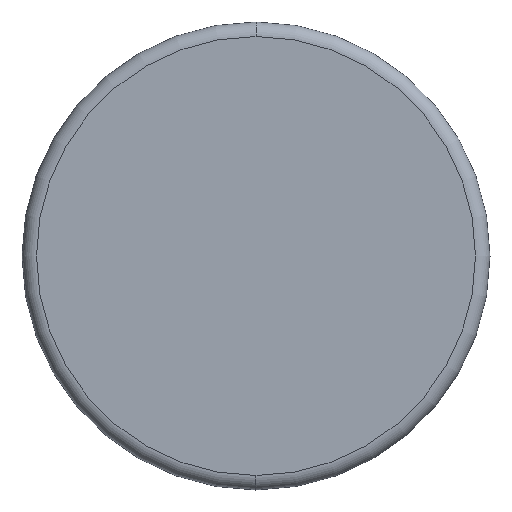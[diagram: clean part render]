
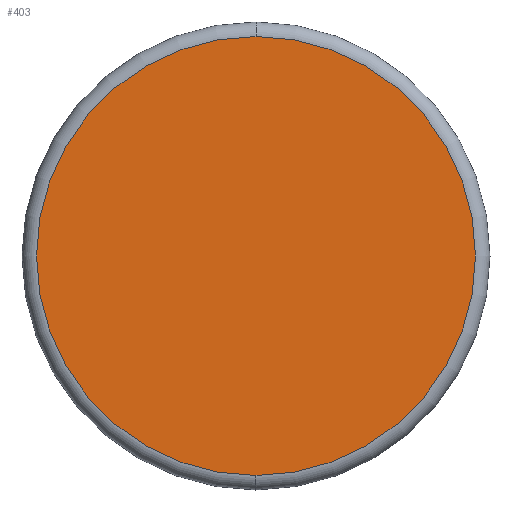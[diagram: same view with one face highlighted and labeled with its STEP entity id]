
A CAD part, left-side view. The second image highlights one B-rep face of the part: STEP entity #403.
In plain terms, the highlighted planar face has unit normal (-1, 0, 0).
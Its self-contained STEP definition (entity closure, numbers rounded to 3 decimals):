
#7 = VERTEX_POINT ( 'NONE', #274 ) ;
#16 = DIRECTION ( 'NONE',  ( 0., 0., 1. ) ) ;
#56 = PLANE ( 'NONE',  #249 ) ;
#78 = VERTEX_POINT ( 'NONE', #376 ) ;
#102 = DIRECTION ( 'NONE',  ( -1., 0., 0. ) ) ;
#106 = ORIENTED_EDGE ( 'NONE', *, *, #237, .T. ) ;
#127 = ORIENTED_EDGE ( 'NONE', *, *, #201, .T. ) ;
#128 = FACE_OUTER_BOUND ( 'NONE', #499, .T. ) ;
#135 = AXIS2_PLACEMENT_3D ( 'NONE', #336, #102, #391 ) ;
#137 = DIRECTION ( 'NONE',  ( 0., 0., -1. ) ) ;
#142 = DIRECTION ( 'NONE',  ( -1., 0., 0. ) ) ;
#164 = CIRCLE ( 'NONE', #397, 22.65 ) ;
#201 = EDGE_CURVE ( 'NONE', #7, #78, #321, .T. ) ;
#237 = EDGE_CURVE ( 'NONE', #78, #7, #164, .T. ) ;
#249 = AXIS2_PLACEMENT_3D ( 'NONE', #251, #445, #137 ) ;
#251 = CARTESIAN_POINT ( 'NONE',  ( -4., 22.65, 0. ) ) ;
#274 = CARTESIAN_POINT ( 'NONE',  ( -4., 0., -22.65 ) ) ;
#321 = CIRCLE ( 'NONE', #135, 22.65 ) ;
#336 = CARTESIAN_POINT ( 'NONE',  ( -4., 0., 0. ) ) ;
#376 = CARTESIAN_POINT ( 'NONE',  ( -4., 0., 22.65 ) ) ;
#391 = DIRECTION ( 'NONE',  ( 0., 0., 1. ) ) ;
#397 = AXIS2_PLACEMENT_3D ( 'NONE', #575, #142, #16 ) ;
#403 = ADVANCED_FACE ( 'NONE', ( #128 ), #56, .F. ) ;
#445 = DIRECTION ( 'NONE',  ( 1., 0., 0. ) ) ;
#499 = EDGE_LOOP ( 'NONE', ( #106, #127 ) ) ;
#575 = CARTESIAN_POINT ( 'NONE',  ( -4., 0., 0. ) ) ;
